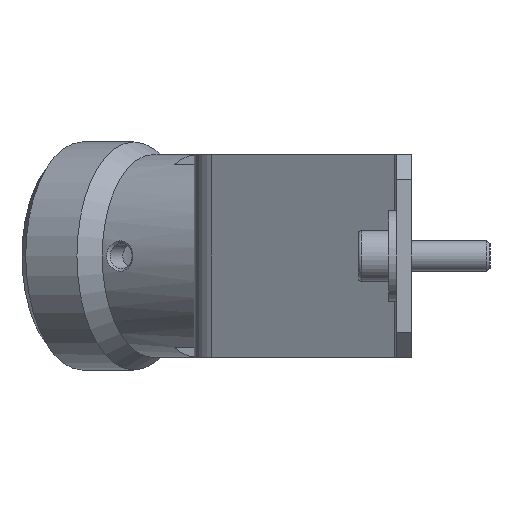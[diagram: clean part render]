
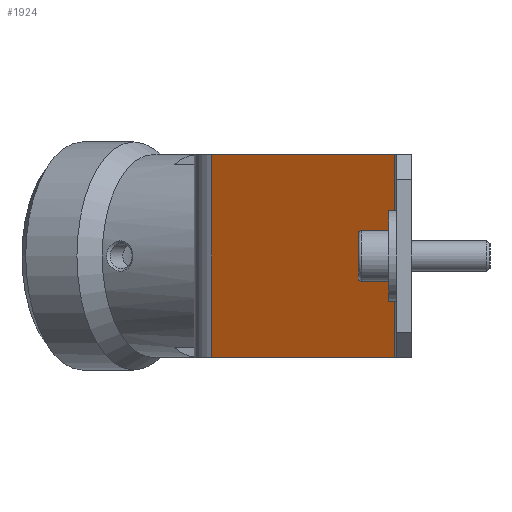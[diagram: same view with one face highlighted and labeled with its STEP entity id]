
A CAD part, left-side view. The second image highlights one B-rep face of the part: STEP entity #1924.
In plain terms, the highlighted planar face has unit normal (-0.866, 0.5, 0).
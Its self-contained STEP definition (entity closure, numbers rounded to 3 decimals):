
#137=LINE('',#2976,#283);
#138=LINE('',#2978,#284);
#139=LINE('',#2980,#285);
#140=LINE('',#2981,#286);
#283=VECTOR('',#2371,10.);
#284=VECTOR('',#2372,10.);
#285=VECTOR('',#2373,10.);
#286=VECTOR('',#2374,10.);
#475=PLANE('',#2078);
#554=FACE_OUTER_BOUND('',#679,.T.);
#679=EDGE_LOOP('',(#1337,#1338,#1339,#1340));
#841=VERTEX_POINT('',#2970);
#842=VERTEX_POINT('',#2975);
#843=VERTEX_POINT('',#2977);
#844=VERTEX_POINT('',#2979);
#1033=EDGE_CURVE('',#842,#841,#137,.T.);
#1034=EDGE_CURVE('',#843,#842,#138,.T.);
#1035=EDGE_CURVE('',#843,#844,#139,.T.);
#1036=EDGE_CURVE('',#841,#844,#140,.T.);
#1337=ORIENTED_EDGE('',*,*,#1033,.F.);
#1338=ORIENTED_EDGE('',*,*,#1034,.F.);
#1339=ORIENTED_EDGE('',*,*,#1035,.T.);
#1340=ORIENTED_EDGE('',*,*,#1036,.F.);
#1924=ADVANCED_FACE('',(#554),#475,.T.);
#2078=AXIS2_PLACEMENT_3D('',#2974,#2369,#2370);
#2369=DIRECTION('center_axis',(-0.866,0.5,0.));
#2370=DIRECTION('ref_axis',(0.,0.,
1.));
#2371=DIRECTION('',(0.,0.,1.));
#2372=DIRECTION('',(0.5,0.866,0.));
#2373=DIRECTION('',(0.,0.,1.));
#2374=DIRECTION('',(-0.5,-0.866,0.));
#2970=CARTESIAN_POINT('',(112.512,39.5,20.));
#2974=CARTESIAN_POINT('Origin',(105.654,27.621,0.));
#2975=CARTESIAN_POINT('',(112.512,39.5,-20.));
#2976=CARTESIAN_POINT('',(112.512,39.5,0.));
#2977=CARTESIAN_POINT('',(91.728,3.5,-20.));
#2978=CARTESIAN_POINT('',(156.226,115.215,-20.));
#2979=CARTESIAN_POINT('',(91.728,3.5,20.));
#2980=CARTESIAN_POINT('',(91.728,3.5,0.));
#2981=CARTESIAN_POINT('',(45.082,-77.292,20.));
